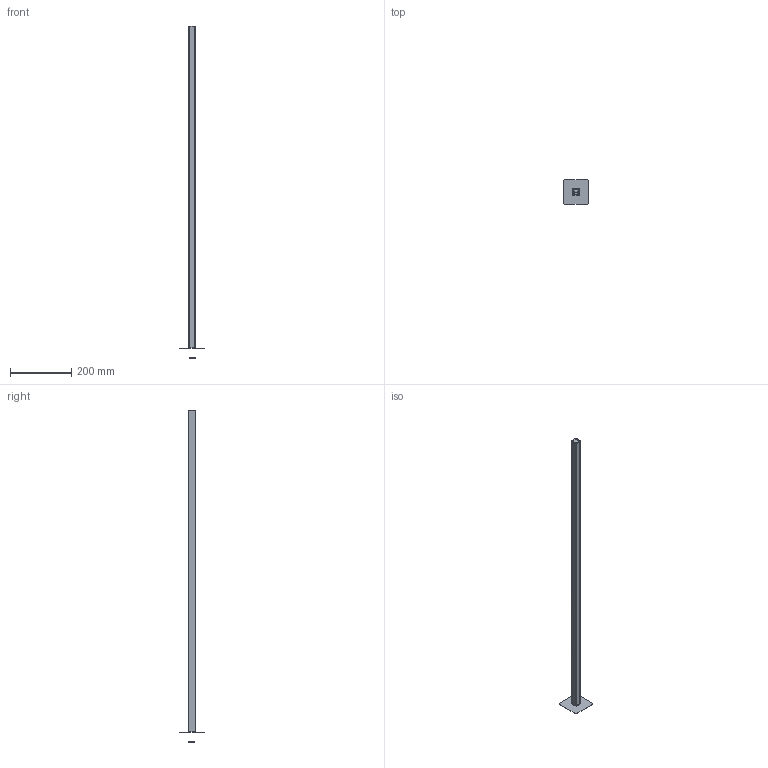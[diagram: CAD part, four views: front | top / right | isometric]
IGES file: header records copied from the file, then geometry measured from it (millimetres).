
Start section: SolidWorks IGES file using NURBS representation for surfaces
Global section: file name: 800LINLWW341_Linescapes Sbalzo.IGS; native system: SolidWorks 2016; preprocessor: SolidWorks 2016; author: blivolsi; date: 160317.171850; units: millimetre
Bounding box: 80 x 80 x 1080.5 mm (x, y, z)
Volume: 171690.3 mm3; surface area: 198630.1 mm2
Topology: 5 solids, 5 shells, 166 faces, 434 edges, 280 vertices
Faces by surface type: bspline 166
